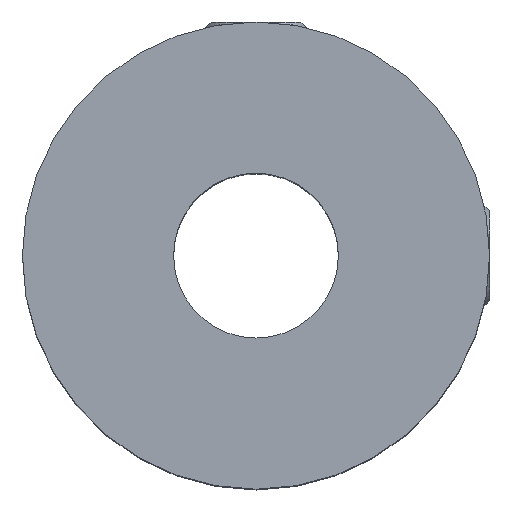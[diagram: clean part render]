
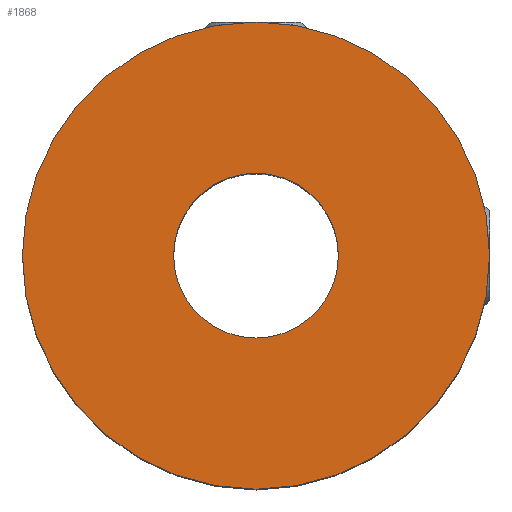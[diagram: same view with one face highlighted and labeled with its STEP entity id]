
A CAD part, top view. The second image highlights one B-rep face of the part: STEP entity #1868.
In plain terms, the highlighted planar face has unit normal (0, 0, 1).
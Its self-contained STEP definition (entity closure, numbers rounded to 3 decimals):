
#335 = DIRECTION ( 'NONE',  ( 0., 0., -1. ) ) ;
#559 = DIRECTION ( 'NONE',  ( 0., 0., 1. ) ) ;
#627 = ORIENTED_EDGE ( 'NONE', *, *, #3720, .F. ) ;
#670 = CARTESIAN_POINT ( 'NONE',  ( -3.175, 0., 18. ) ) ;
#1033 = DIRECTION ( 'NONE',  ( 0., 0., -1. ) ) ;
#1134 = CIRCLE ( 'NONE', #2468, 3.175 ) ;
#1376 = DIRECTION ( 'NONE',  ( 0., 0., 1. ) ) ;
#1868 = ADVANCED_FACE ( 'NONE', ( #3019, #6718 ), #7371, .T. ) ;
#2051 = EDGE_LOOP ( 'NONE', ( #6190, #627 ) ) ;
#2094 = CARTESIAN_POINT ( 'NONE',  ( 0., 0., 18. ) ) ;
#2306 = CARTESIAN_POINT ( 'NONE',  ( 0., 0., 18. ) ) ;
#2468 = AXIS2_PLACEMENT_3D ( 'NONE', #2094, #1376, #2636 ) ;
#2636 = DIRECTION ( 'NONE',  ( 1., 0., 0. ) ) ;
#2969 = DIRECTION ( 'NONE',  ( -1., 0., 0. ) ) ;
#2981 = CARTESIAN_POINT ( 'NONE',  ( 0., 0., 18. ) ) ;
#3019 = FACE_BOUND ( 'NONE', #3132, .T. ) ;
#3132 = EDGE_LOOP ( 'NONE', ( #7356, #5838 ) ) ;
#3178 = VERTEX_POINT ( 'NONE', #4687 ) ;
#3647 = DIRECTION ( 'NONE',  ( 1., 0., 0. ) ) ;
#3698 = CARTESIAN_POINT ( 'NONE',  ( 0., 0., 18. ) ) ;
#3720 = EDGE_CURVE ( 'NONE', #4635, #6168, #7205, .T. ) ;
#3891 = AXIS2_PLACEMENT_3D ( 'NONE', #4146, #335, #2969 ) ;
#4146 = CARTESIAN_POINT ( 'NONE',  ( 0., 0., 18. ) ) ;
#4437 = CIRCLE ( 'NONE', #6974, 9. ) ;
#4604 = EDGE_CURVE ( 'NONE', #6168, #4635, #4437, .T. ) ;
#4635 = VERTEX_POINT ( 'NONE', #5647 ) ;
#4687 = CARTESIAN_POINT ( 'NONE',  ( 3.175, 0., 18. ) ) ;
#4887 = CIRCLE ( 'NONE', #6878, 3.175 ) ;
#5509 = EDGE_CURVE ( 'NONE', #3178, #6925, #1134, .T. ) ;
#5528 = DIRECTION ( 'NONE',  ( -1., 0., 0. ) ) ;
#5647 = CARTESIAN_POINT ( 'NONE',  ( 9., 0., 18. ) ) ;
#5838 = ORIENTED_EDGE ( 'NONE', *, *, #7391, .F. ) ;
#6090 = AXIS2_PLACEMENT_3D ( 'NONE', #2306, #6141, #8006 ) ;
#6141 = DIRECTION ( 'NONE',  ( 0., 0., 1. ) ) ;
#6168 = VERTEX_POINT ( 'NONE', #8071 ) ;
#6190 = ORIENTED_EDGE ( 'NONE', *, *, #4604, .F. ) ;
#6718 = FACE_OUTER_BOUND ( 'NONE', #2051, .T. ) ;
#6878 = AXIS2_PLACEMENT_3D ( 'NONE', #3698, #559, #3647 ) ;
#6925 = VERTEX_POINT ( 'NONE', #670 ) ;
#6974 = AXIS2_PLACEMENT_3D ( 'NONE', #2981, #1033, #5528 ) ;
#7205 = CIRCLE ( 'NONE', #3891, 9. ) ;
#7356 = ORIENTED_EDGE ( 'NONE', *, *, #5509, .F. ) ;
#7371 = PLANE ( 'NONE',  #6090 ) ;
#7391 = EDGE_CURVE ( 'NONE', #6925, #3178, #4887, .T. ) ;
#8006 = DIRECTION ( 'NONE',  ( 1., 0., 0. ) ) ;
#8071 = CARTESIAN_POINT ( 'NONE',  ( -9., 0., 18. ) ) ;
